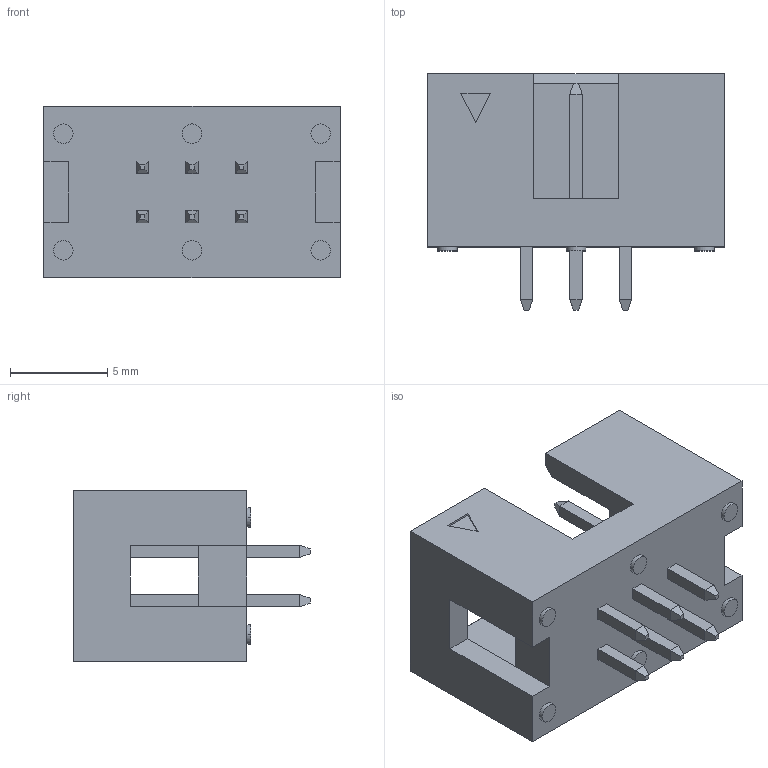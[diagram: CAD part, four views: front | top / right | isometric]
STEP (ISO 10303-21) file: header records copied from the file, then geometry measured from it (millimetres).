
FILE_DESCRIPTION (( 'STEP AP214' ), '1' );
FILE_NAME ('302-S-06-D1R1.STEP', '2024-07-22T17:14:41', ( '' ), ( '' ), 'SwSTEP 2.0', 'SolidWorks 2021', '' );
FILE_SCHEMA (( 'AUTOMOTIVE_DESIGN' ));
Length unit declared in the file: millimetre
Products named in the file (1): 302-S-06-D1R1
Bounding box: 15.22 x 12.15 x 8.8 mm (x, y, z)
Volume: 612.1 mm3; surface area: 1088.6 mm2
Topology: 7 solids, 7 shells, 157 faces, 364 edges, 224 vertices
Faces by surface type: plane 145, cylinder 12
Entity records: 5050 total; most frequent: CARTESIAN_POINT 746, ORIENTED_EDGE 728, DIRECTION 704, EDGE_CURVE 364, VECTOR 340, LINE 340, VERTEX_POINT 224, AXIS2_PLACEMENT_3D 182
